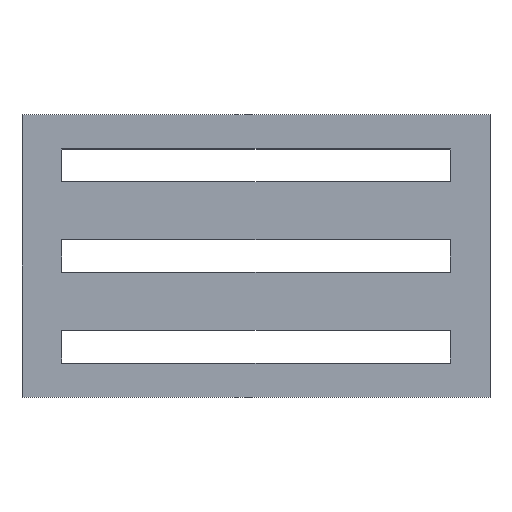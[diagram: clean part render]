
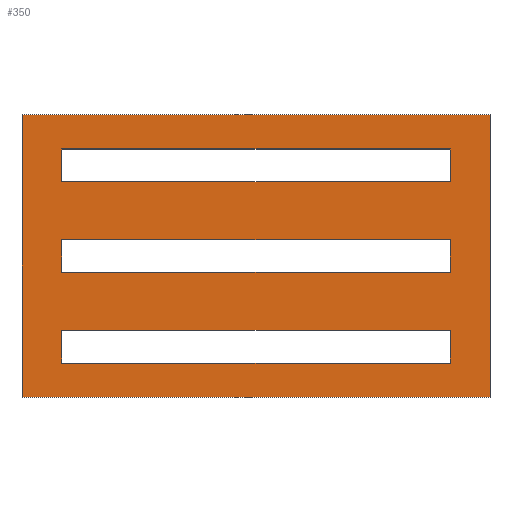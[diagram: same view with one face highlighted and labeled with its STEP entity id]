
A CAD part, top view. The second image highlights one B-rep face of the part: STEP entity #350.
In plain terms, the highlighted planar face has unit normal (0, 0, 1).
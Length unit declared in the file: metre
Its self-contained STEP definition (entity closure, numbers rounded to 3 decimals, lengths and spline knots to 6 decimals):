
#12=ORIENTED_EDGE('',*,*,#108,.F.);
#13=ORIENTED_EDGE('',*,*,#109,.T.);
#14=ORIENTED_EDGE('',*,*,#110,.T.);
#15=ORIENTED_EDGE('',*,*,#111,.F.);
#16=ORIENTED_EDGE('',*,*,#112,.F.);
#17=ORIENTED_EDGE('',*,*,#113,.T.);
#18=ORIENTED_EDGE('',*,*,#114,.T.);
#19=ORIENTED_EDGE('',*,*,#115,.F.);
#20=ORIENTED_EDGE('',*,*,#116,.F.);
#21=ORIENTED_EDGE('',*,*,#117,.T.);
#22=ORIENTED_EDGE('',*,*,#118,.T.);
#23=ORIENTED_EDGE('',*,*,#119,.F.);
#24=ORIENTED_EDGE('',*,*,#120,.F.);
#25=ORIENTED_EDGE('',*,*,#121,.T.);
#26=ORIENTED_EDGE('',*,*,#122,.T.);
#27=ORIENTED_EDGE('',*,*,#123,.F.);
#108=EDGE_CURVE('',#156,#157,#188,.T.);
#109=EDGE_CURVE('',#156,#158,#189,.T.);
#110=EDGE_CURVE('',#158,#159,#190,.T.);
#111=EDGE_CURVE('',#157,#159,#191,.T.);
#112=EDGE_CURVE('',#160,#161,#192,.T.);
#113=EDGE_CURVE('',#160,#162,#193,.T.);
#114=EDGE_CURVE('',#162,#163,#194,.T.);
#115=EDGE_CURVE('',#161,#163,#195,.T.);
#116=EDGE_CURVE('',#164,#165,#196,.T.);
#117=EDGE_CURVE('',#164,#166,#197,.T.);
#118=EDGE_CURVE('',#166,#167,#198,.T.);
#119=EDGE_CURVE('',#165,#167,#199,.T.);
#120=EDGE_CURVE('',#168,#169,#200,.T.);
#121=EDGE_CURVE('',#168,#170,#201,.T.);
#122=EDGE_CURVE('',#170,#171,#202,.T.);
#123=EDGE_CURVE('',#169,#171,#203,.T.);
#156=VERTEX_POINT('',#488);
#157=VERTEX_POINT('',#489);
#158=VERTEX_POINT('',#491);
#159=VERTEX_POINT('',#493);
#160=VERTEX_POINT('',#496);
#161=VERTEX_POINT('',#497);
#162=VERTEX_POINT('',#499);
#163=VERTEX_POINT('',#501);
#164=VERTEX_POINT('',#504);
#165=VERTEX_POINT('',#505);
#166=VERTEX_POINT('',#507);
#167=VERTEX_POINT('',#509);
#168=VERTEX_POINT('',#512);
#169=VERTEX_POINT('',#513);
#170=VERTEX_POINT('',#515);
#171=VERTEX_POINT('',#517);
#188=LINE('',#487,#236);
#189=LINE('',#490,#237);
#190=LINE('',#492,#238);
#191=LINE('',#494,#239);
#192=LINE('',#495,#240);
#193=LINE('',#498,#241);
#194=LINE('',#500,#242);
#195=LINE('',#502,#243);
#196=LINE('',#503,#244);
#197=LINE('',#506,#245);
#198=LINE('',#508,#246);
#199=LINE('',#510,#247);
#200=LINE('',#511,#248);
#201=LINE('',#514,#249);
#202=LINE('',#516,#250);
#203=LINE('',#518,#251);
#236=VECTOR('',#403,1.);
#237=VECTOR('',#404,1.);
#238=VECTOR('',#405,1.);
#239=VECTOR('',#406,1.);
#240=VECTOR('',#407,1.);
#241=VECTOR('',#408,1.);
#242=VECTOR('',#409,1.);
#243=VECTOR('',#410,1.);
#244=VECTOR('',#411,1.);
#245=VECTOR('',#412,1.);
#246=VECTOR('',#413,1.);
#247=VECTOR('',#414,1.);
#248=VECTOR('',#415,1.);
#249=VECTOR('',#416,1.);
#250=VECTOR('',#417,1.);
#251=VECTOR('',#418,1.);
#284=EDGE_LOOP('',(#12,#13,#14,#15));
#285=EDGE_LOOP('',(#16,#17,#18,#19));
#286=EDGE_LOOP('',(#20,#21,#22,#23));
#287=EDGE_LOOP('',(#24,#25,#26,#27));
#308=FACE_BOUND('',#284,.T.);
#309=FACE_BOUND('',#285,.T.);
#310=FACE_BOUND('',#286,.T.);
#311=FACE_BOUND('',#287,.T.);
#332=PLANE('',#381);
#350=ADVANCED_FACE('',(#308,#309,#310,#311),#332,.T.);
#381=AXIS2_PLACEMENT_3D('',#486,#401,#402);
#401=DIRECTION('',(0.,0.,1.));
#402=DIRECTION('',(1.,0.,0.));
#403=DIRECTION('',(-1.,0.,0.));
#404=DIRECTION('',(0.,1.,0.));
#405=DIRECTION('',(-1.,0.,0.));
#406=DIRECTION('',(0.,1.,0.));
#407=DIRECTION('',(0.,1.,0.));
#408=DIRECTION('',(-1.,0.,0.));
#409=DIRECTION('',(0.,1.,0.));
#410=DIRECTION('',(-1.,0.,0.));
#411=DIRECTION('',(0.,1.,0.));
#412=DIRECTION('',(-1.,0.,0.));
#413=DIRECTION('',(0.,1.,0.));
#414=DIRECTION('',(-1.,0.,0.));
#415=DIRECTION('',(0.,1.,0.));
#416=DIRECTION('',(-1.,0.,0.));
#417=DIRECTION('',(0.,1.,0.));
#418=DIRECTION('',(-1.,0.,0.));
#486=CARTESIAN_POINT('',(0.,0.,0.003));
#487=CARTESIAN_POINT('',(0.,-0.038,0.003));
#488=CARTESIAN_POINT('',(0.063,-0.038,0.003));
#489=CARTESIAN_POINT('',(-0.063,-0.038,0.003));
#490=CARTESIAN_POINT('',(0.063,0.,0.003));
#491=CARTESIAN_POINT('',(0.063,0.038,0.003));
#492=CARTESIAN_POINT('',(0.,0.038,0.003));
#493=CARTESIAN_POINT('',(-0.063,0.038,0.003));
#494=CARTESIAN_POINT('',(-0.063,0.,0.003));
#495=CARTESIAN_POINT('',(0.052343,-0.024424,0.003));
#496=CARTESIAN_POINT('',(0.052343,-0.028845,0.003));
#497=CARTESIAN_POINT('',(0.052343,-0.020003,0.003));
#498=CARTESIAN_POINT('',(0.,-0.028845,0.003));
#499=CARTESIAN_POINT('',(-0.052343,-0.028845,0.003));
#500=CARTESIAN_POINT('',(-0.052343,-0.024424,0.003));
#501=CARTESIAN_POINT('',(-0.052343,-0.020003,0.003));
#502=CARTESIAN_POINT('',(0.,-0.020003,0.003));
#503=CARTESIAN_POINT('',(0.052343,0.,0.003));
#504=CARTESIAN_POINT('',(0.052343,-0.004421,0.003));
#505=CARTESIAN_POINT('',(0.052343,0.004421,0.003));
#506=CARTESIAN_POINT('',(0.,-0.004421,0.003));
#507=CARTESIAN_POINT('',(-0.052343,-0.004421,0.003));
#508=CARTESIAN_POINT('',(-0.052343,0.,0.003));
#509=CARTESIAN_POINT('',(-0.052343,0.004421,0.003));
#510=CARTESIAN_POINT('',(0.,0.004421,0.003));
#511=CARTESIAN_POINT('',(0.052343,0.024389,0.003));
#512=CARTESIAN_POINT('',(0.052343,0.019969,0.003));
#513=CARTESIAN_POINT('',(0.052343,0.02881,0.003));
#514=CARTESIAN_POINT('',(0.,0.019969,0.003));
#515=CARTESIAN_POINT('',(-0.052343,0.019969,0.003));
#516=CARTESIAN_POINT('',(-0.052343,0.024389,0.003));
#517=CARTESIAN_POINT('',(-0.052343,0.02881,0.003));
#518=CARTESIAN_POINT('',(0.,0.02881,0.003));
